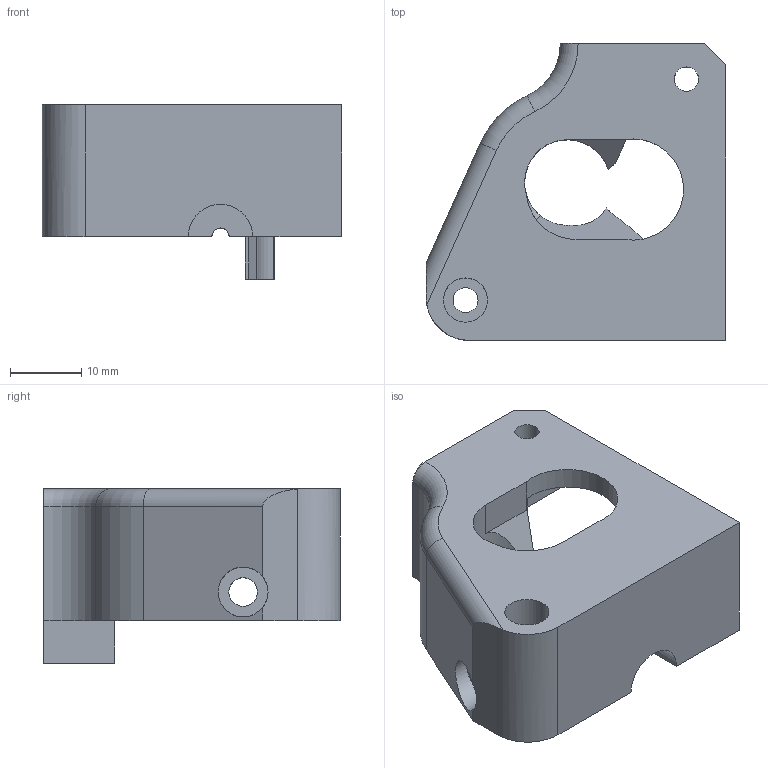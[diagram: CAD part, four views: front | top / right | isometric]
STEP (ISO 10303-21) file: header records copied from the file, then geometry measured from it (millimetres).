
FILE_DESCRIPTION(/* description */ (''),/* implementation_level */ '2;1');
FILE_NAME(/* name */ 'ender3_prusa_cover_v3.step',/* time_stamp */ '2019-10-30T23:32:00-05:00',/* author */ (''),/* organization */ (''),/* preprocessor_version */ 'ST-DEVELOPER v18',/* originating_system */ 'Autodesk Translation Framework v8.6.0.1094',/* authorisation */ '');
FILE_SCHEMA (('AUTOMOTIVE_DESIGN { 1 0 10303 214 3 1 1 }'));
Length unit declared in the file: millimetre
Products named in the file (1): ender3_prusa_cover_v3
Bounding box: 42 x 41.65 x 24.5 mm (x, y, z)
Volume: 17403.7 mm3; surface area: 6831 mm2
Topology: 1 solids, 1 shells, 74 faces, 214 edges, 141 vertices
Faces by surface type: plane 36, cylinder 30, bspline 3, torus 3, cone 2
Full cylindrical faces by diameter (mm): 3.4 x1, 3.5 x1, 4 x1, 6.2 x1, 7 x1
Entity records: 2738 total; most frequent: CARTESIAN_POINT 715, ORIENTED_EDGE 428, DIRECTION 410, EDGE_CURVE 214, AXIS2_PLACEMENT_3D 145, VERTEX_POINT 141, LINE 120, VECTOR 120
